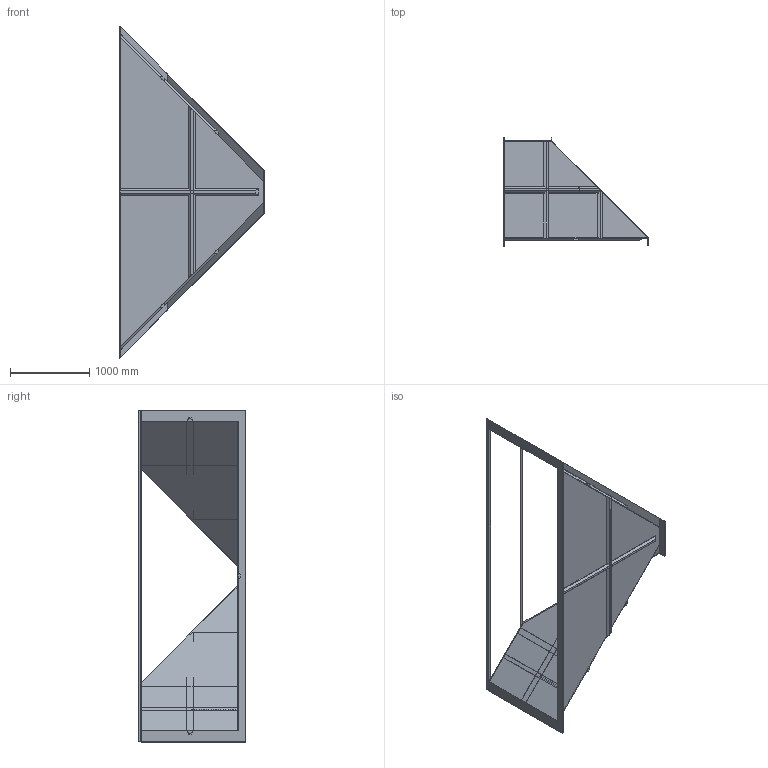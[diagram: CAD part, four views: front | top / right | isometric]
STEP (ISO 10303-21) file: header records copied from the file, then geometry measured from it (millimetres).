
FILE_DESCRIPTION (( 'STEP AP214' ), '1' );
FILE_NAME ('4.0HL Flume no options.STEP', '2021-01-05T16:59:31', ( '' ), ( '' ), 'SwSTEP 2.0', 'SolidWorks 2020', '' );
FILE_SCHEMA (( 'AUTOMOTIVE_DESIGN' ));
Length unit declared in the file: inch
Products named in the file (3): HL Flume_4.0'' HL FLUME; 4.0HL Flume no options; Parshall Staff Gauge_English Staff Gauge - 4ft
Assembly tree (2 placements, depth 2):
  4.0HL Flume no options
    HL Flume_4.0'' HL FLUME
    Parshall Staff Gauge_English Staff Gauge - 4ft
Bounding box: 1828.8 x 1358.9 x 4188.81 mm (x, y, z)
Volume: 15544.8 mm3; surface area: 23868612.1 mm2
Topology: 1 solids, 20 shells, 230 faces, 610 edges, 414 vertices
Faces by surface type: plane 225, cylinder 4, bspline 1
Entity records: 7866 total; most frequent: CARTESIAN_POINT 1311, ORIENTED_EDGE 1196, DIRECTION 1068, EDGE_CURVE 610, VECTOR 598, LINE 598, VERTEX_POINT 414, EDGE_LOOP 248
